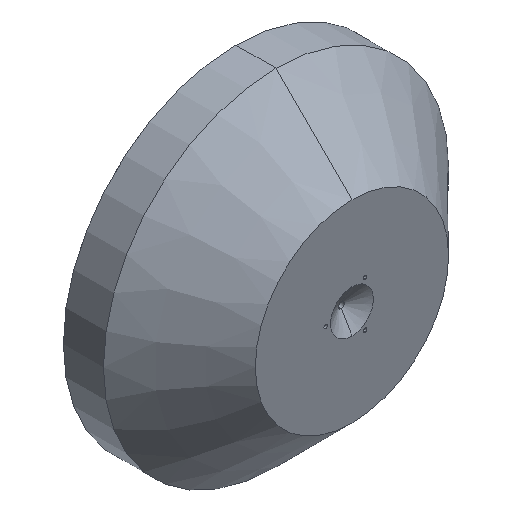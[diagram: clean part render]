
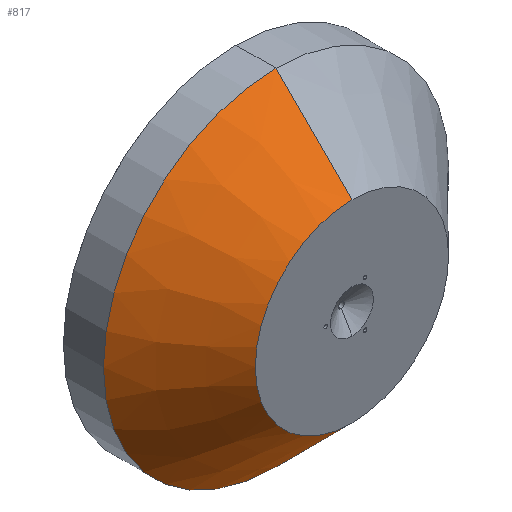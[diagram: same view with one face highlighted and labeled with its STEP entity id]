
A CAD part, isometric view. The second image highlights one B-rep face of the part: STEP entity #817.
In plain terms, the highlighted conical face has half-angle 45 degrees and reference radius 70 mm.
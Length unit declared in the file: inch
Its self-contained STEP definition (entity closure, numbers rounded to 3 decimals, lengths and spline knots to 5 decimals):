
#10 = DIRECTION ( 'NONE',  ( 0., 1., 0. ) ) ;
#38 = DIRECTION ( 'NONE',  ( 0., 0., 1. ) ) ;
#113 = DIRECTION ( 'NONE',  ( 0., 1., 0. ) ) ;
#124 = VECTOR ( 'NONE', #146, 39.37008 ) ;
#146 = DIRECTION ( 'NONE',  ( 0., 0.707, -0.707 ) ) ;
#155 = LINE ( 'NONE', #863, #124 ) ;
#157 = VERTEX_POINT ( 'NONE', #814 ) ;
#189 = CARTESIAN_POINT ( 'NONE',  ( 0., -3.16959, 0. ) ) ;
#203 = VERTEX_POINT ( 'NONE', #579 ) ;
#262 = CARTESIAN_POINT ( 'NONE',  ( 0., -3.16959, -2.75591 ) ) ;
#270 = LINE ( 'NONE', #502, #702 ) ;
#286 = AXIS2_PLACEMENT_3D ( 'NONE', #474, #10, #552 ) ;
#320 = ORIENTED_EDGE ( 'NONE', *, *, #620, .T. ) ;
#370 = CONICAL_SURFACE ( 'NONE', #537, 2.75591, 0.785 ) ;
#390 = DIRECTION ( 'NONE',  ( 0., 1., 0. ) ) ;
#421 = DIRECTION ( 'NONE',  ( 0., 0.707, 0.707 ) ) ;
#474 = CARTESIAN_POINT ( 'NONE',  ( 0., -1.00423, 0. ) ) ;
#480 = ORIENTED_EDGE ( 'NONE', *, *, #1000, .F. ) ;
#502 = CARTESIAN_POINT ( 'NONE',  ( 0., -3.16959, 2.75591 ) ) ;
#508 = AXIS2_PLACEMENT_3D ( 'NONE', #876, #390, #944 ) ;
#537 = AXIS2_PLACEMENT_3D ( 'NONE', #189, #113, #38 ) ;
#552 = DIRECTION ( 'NONE',  ( 0., 0., 1. ) ) ;
#579 = CARTESIAN_POINT ( 'NONE',  ( 0., -1.00423, 4.92126 ) ) ;
#616 = EDGE_CURVE ( 'NONE', #856, #203, #972, .T. ) ;
#620 = EDGE_CURVE ( 'NONE', #704, #157, #924, .T. ) ;
#683 = CARTESIAN_POINT ( 'NONE',  ( 0., -1.00423, -4.92126 ) ) ;
#702 = VECTOR ( 'NONE', #421, 39.37008 ) ;
#704 = VERTEX_POINT ( 'NONE', #262 ) ;
#755 = EDGE_CURVE ( 'NONE', #157, #203, #270, .T. ) ;
#814 = CARTESIAN_POINT ( 'NONE',  ( 0., -3.16959, 2.75591 ) ) ;
#817 = ADVANCED_FACE ( 'NONE', ( #879 ), #370, .T. ) ;
#856 = VERTEX_POINT ( 'NONE', #683 ) ;
#863 = CARTESIAN_POINT ( 'NONE',  ( 0., -3.16959, -2.75591 ) ) ;
#870 = ORIENTED_EDGE ( 'NONE', *, *, #755, .T. ) ;
#876 = CARTESIAN_POINT ( 'NONE',  ( 0., -3.16959, 0. ) ) ;
#879 = FACE_OUTER_BOUND ( 'NONE', #922, .T. ) ;
#922 = EDGE_LOOP ( 'NONE', ( #480, #320, #870, #984 ) ) ;
#924 = CIRCLE ( 'NONE', #508, 2.75591 ) ;
#944 = DIRECTION ( 'NONE',  ( 0., 0., 1. ) ) ;
#972 = CIRCLE ( 'NONE', #286, 4.92126 ) ;
#984 = ORIENTED_EDGE ( 'NONE', *, *, #616, .F. ) ;
#1000 = EDGE_CURVE ( 'NONE', #704, #856, #155, .T. ) ;
